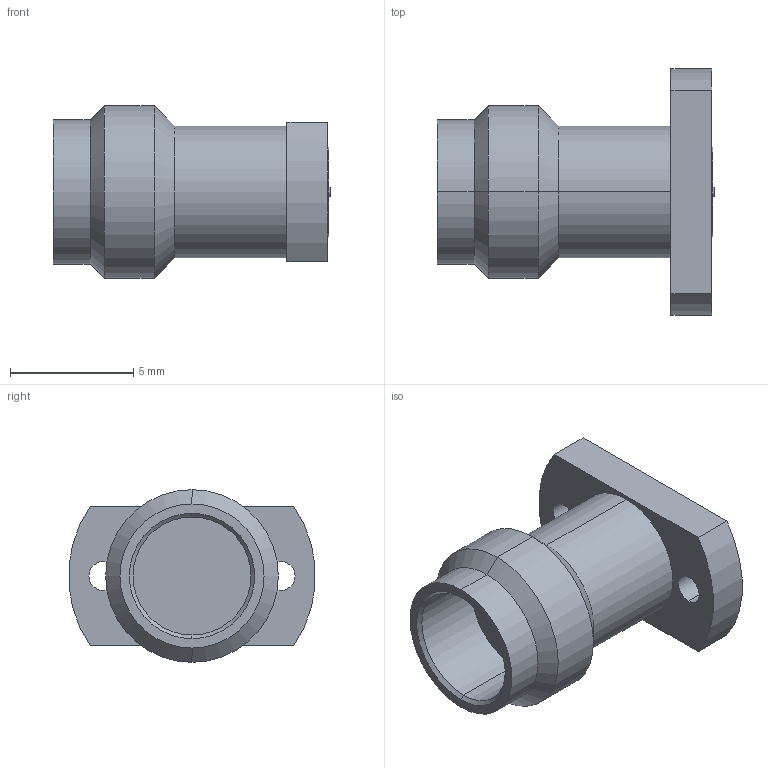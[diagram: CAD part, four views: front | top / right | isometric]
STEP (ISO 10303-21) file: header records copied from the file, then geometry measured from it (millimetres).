
FILE_DESCRIPTION (( 'STEP AP214' ), '1' );
FILE_NAME ('SF3321-60018-2S.STEP', '2018-03-14T09:06:49', ( '' ), ( '' ), 'SwSTEP 2.0', 'SolidWorks 2016', '' );
FILE_SCHEMA (( 'AUTOMOTIVE_DESIGN' ));
Length unit declared in the file: millimetre
Products named in the file (1): SF3321-60018-2S
Bounding box: 11.25 x 9.97 x 7 mm (x, y, z)
Volume: 293.5 mm3; surface area: 399 mm2
Topology: 1 solids, 1 shells, 32 faces, 68 edges, 42 vertices
Faces by surface type: cylinder 18, plane 8, cone 6
Entity records: 1253 total; most frequent: DIRECTION 172, CARTESIAN_POINT 143, ORIENTED_EDGE 136, AXIS2_PLACEMENT_3D 71, EDGE_CURVE 68, VERTEX_POINT 42, EDGE_LOOP 40, CIRCLE 38
